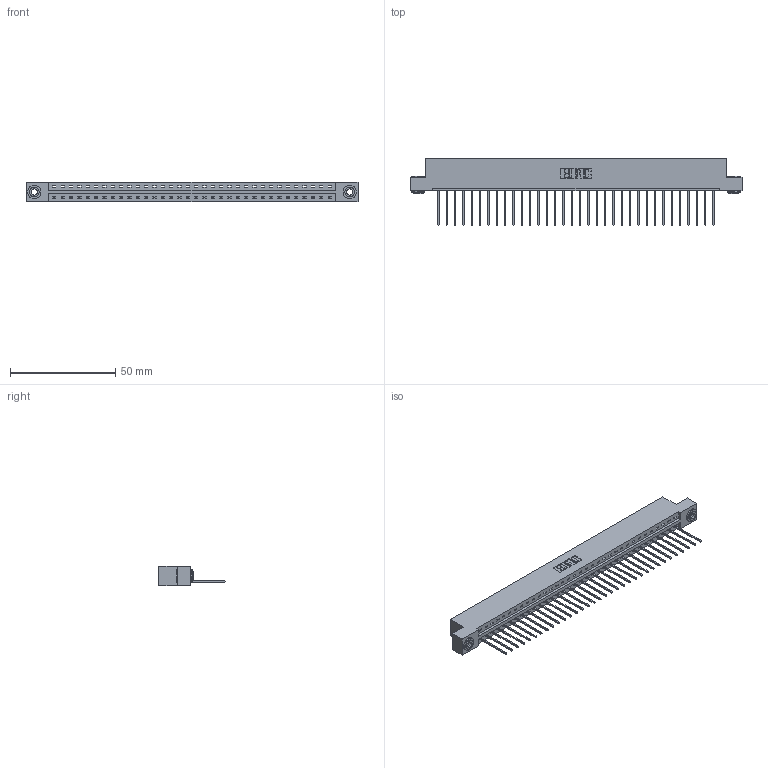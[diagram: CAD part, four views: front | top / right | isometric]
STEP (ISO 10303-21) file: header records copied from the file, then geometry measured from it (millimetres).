
FILE_DESCRIPTION (( 'STEP AP203' ), '1' );
FILE_NAME ('387-034-542-103.STEP', '2018-09-18T13:42:28', ( '' ), ( '' ), 'SwSTEP 2.0', 'SolidWorks 2016', '' );
FILE_SCHEMA (( 'CONFIG_CONTROL_DESIGN' ));
Length unit declared in the file: inch
Products named in the file (4): 337 Part_Flush Mounting Lugs - 0.156 Dia-TH; 345-292-001_345-293-142; 345-250-002_345-250-002-102; 387-034-542-103
Assembly tree (37 placements, depth 2):
  387-034-542-103
    337 Part_Flush Mounting Lugs - 0.156 Dia-TH
    345-292-001_345-293-142  x34
    345-250-002_345-250-002-102  x2
Bounding box: 157.73 x 31.63 x 9.4 mm (x, y, z)
Volume: 16388.7 mm3; surface area: 17621.2 mm2
Topology: 37 solids, 37 shells, 2260 faces, 6779 edges, 4470 vertices
Faces by surface type: plane 1644, cylinder 608, cone 8
Entity records: 26976 total; most frequent: CARTESIAN_POINT 4675, ORIENTED_EDGE 4638, DIRECTION 3985, EDGE_CURVE 2319, LINE 2167, VECTOR 2167, VERTEX_POINT 1542, AXIS2_PLACEMENT_3D 909
